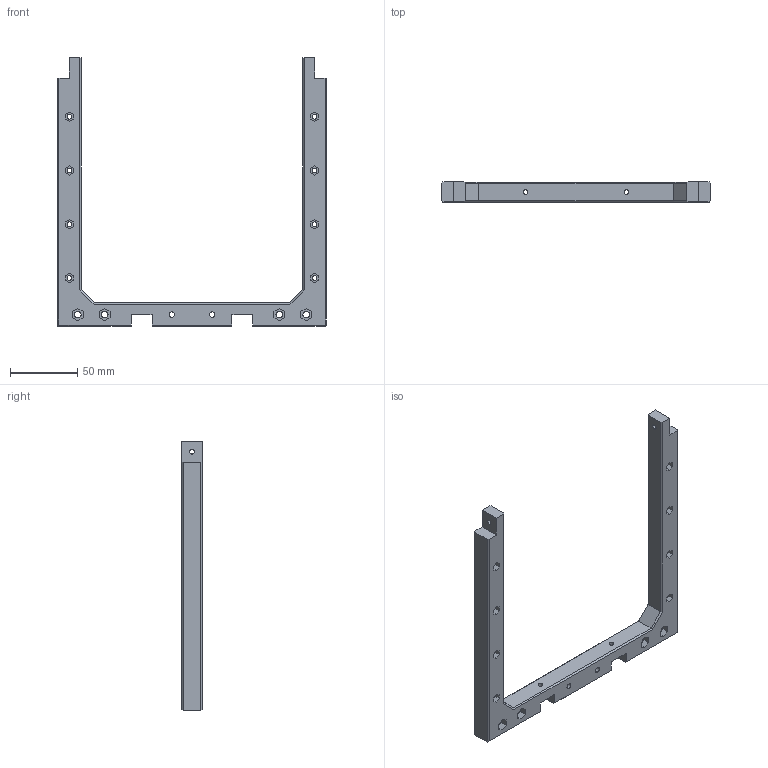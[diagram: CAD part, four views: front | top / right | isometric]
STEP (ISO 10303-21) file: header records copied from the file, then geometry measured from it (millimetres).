
FILE_DESCRIPTION (( 'STEP AP214' ), '1' );
FILE_NAME ('Top Frame.STEP', '2023-01-16T21:37:29', ( '' ), ( '' ), 'SwSTEP 2.0', 'SolidWorks 2020', '' );
FILE_SCHEMA (( 'AUTOMOTIVE_DESIGN' ));
Length unit declared in the file: millimetre
Products named in the file (1): Top Frame
Bounding box: 200 x 15 x 200 mm (x, y, z)
Volume: 136186.2 mm3; surface area: 38601.9 mm2
Topology: 1 solids, 1 shells, 167 faces, 443 edges, 290 vertices
Faces by surface type: plane 131, cylinder 36
Entity records: 5227 total; most frequent: CARTESIAN_POINT 901, ORIENTED_EDGE 886, DIRECTION 851, EDGE_CURVE 443, VECTOR 371, LINE 371, VERTEX_POINT 290, AXIS2_PLACEMENT_3D 240
